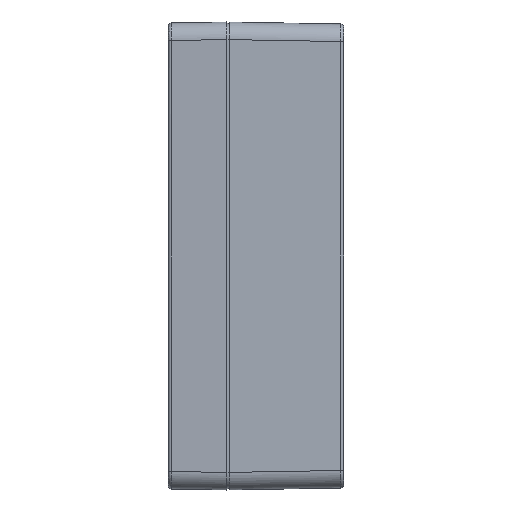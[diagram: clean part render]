
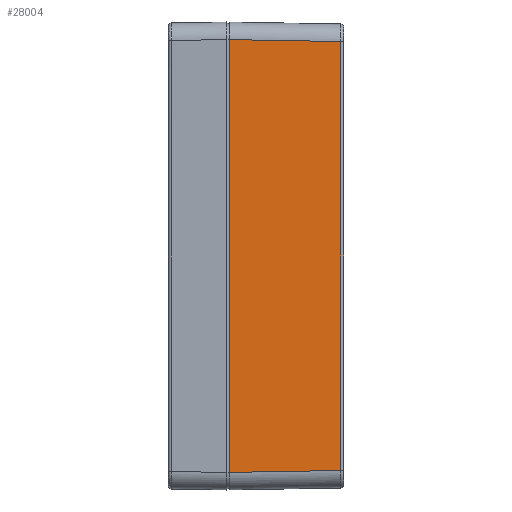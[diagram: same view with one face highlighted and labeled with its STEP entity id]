
A CAD part, left-side view. The second image highlights one B-rep face of the part: STEP entity #28004.
In plain terms, the highlighted planar face has unit normal (-1, -0.018, 0).
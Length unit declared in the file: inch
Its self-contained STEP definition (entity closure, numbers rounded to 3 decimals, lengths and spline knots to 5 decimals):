
#124 = VERTEX_POINT ( 'NONE', #64693 ) ;
#927 = ORIENTED_EDGE ( 'NONE', *, *, #2054, .F. ) ;
#1772 = VERTEX_POINT ( 'NONE', #18226 ) ;
#2054 = EDGE_CURVE ( 'NONE', #1772, #82137, #35460, .T. ) ;
#3054 = EDGE_LOOP ( 'NONE', ( #36440, #927, #51482, #10126 ) ) ;
#4542 = DIRECTION ( 'NONE',  ( -1., -0.017, 0. ) ) ;
#4592 = CARTESIAN_POINT ( 'NONE',  ( -4.6976, -1.53612, -1.5748 ) ) ;
#10126 = ORIENTED_EDGE ( 'NONE', *, *, #53011, .T. ) ;
#12224 = CARTESIAN_POINT ( 'NONE',  ( -4.72372, -0.03937, -2.91273 ) ) ;
#17180 = VERTEX_POINT ( 'NONE', #12224 ) ;
#18226 = CARTESIAN_POINT ( 'NONE',  ( -4.72372, -0.03937, 2.91273 ) ) ;
#18285 = FACE_OUTER_BOUND ( 'NONE', #3054, .T. ) ;
#19852 = LINE ( 'NONE', #47382, #46258 ) ;
#22293 = EDGE_CURVE ( 'NONE', #82137, #124, #83629, .T. ) ;
#24776 = DIRECTION ( 'NONE',  ( -0.017, 1., 0. ) ) ;
#27881 = VECTOR ( 'NONE', #80847, 39.37008 ) ;
#28004 = ADVANCED_FACE ( 'NONE', ( #18285 ), #49433, .T. ) ;
#30380 = CARTESIAN_POINT ( 'NONE',  ( -4.72441, 0., -3.14961 ) ) ;
#35460 = LINE ( 'NONE', #36307, #27881 ) ;
#36307 = CARTESIAN_POINT ( 'NONE',  ( -4.72352, -0.05082, 2.91253 ) ) ;
#36440 = ORIENTED_EDGE ( 'NONE', *, *, #22293, .F. ) ;
#41703 = LINE ( 'NONE', #74984, #61431 ) ;
#46258 = VECTOR ( 'NONE', #51468, 39.37008 ) ;
#46395 = VECTOR ( 'NONE', #65447, 39.37008 ) ;
#47382 = CARTESIAN_POINT ( 'NONE',  ( -4.72372, -0.03937, -2.91273 ) ) ;
#49433 = PLANE ( 'NONE',  #77253 ) ;
#51468 = DIRECTION ( 'NONE',  ( 0.017, -1., 0.017 ) ) ;
#51482 = ORIENTED_EDGE ( 'NONE', *, *, #52740, .T. ) ;
#52740 = EDGE_CURVE ( 'NONE', #1772, #17180, #41703, .T. ) ;
#53011 = EDGE_CURVE ( 'NONE', #17180, #124, #19852, .T. ) ;
#55545 = DIRECTION ( 'NONE',  ( 0., 0., -1. ) ) ;
#61431 = VECTOR ( 'NONE', #55545, 39.37008 ) ;
#64693 = CARTESIAN_POINT ( 'NONE',  ( -4.6976, -1.53612, -2.88661 ) ) ;
#65447 = DIRECTION ( 'NONE',  ( 0., 0., -1. ) ) ;
#74984 = CARTESIAN_POINT ( 'NONE',  ( -4.72372, -0.03937, -3.14961 ) ) ;
#77253 = AXIS2_PLACEMENT_3D ( 'NONE', #30380, #4542, #24776 ) ;
#80847 = DIRECTION ( 'NONE',  ( 0.017, -1., -0.017 ) ) ;
#82137 = VERTEX_POINT ( 'NONE', #83063 ) ;
#83063 = CARTESIAN_POINT ( 'NONE',  ( -4.6976, -1.53612, 2.88661 ) ) ;
#83629 = LINE ( 'NONE', #4592, #46395 ) ;
